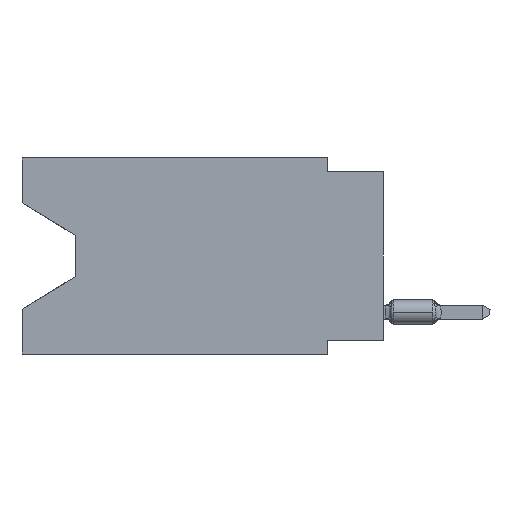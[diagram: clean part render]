
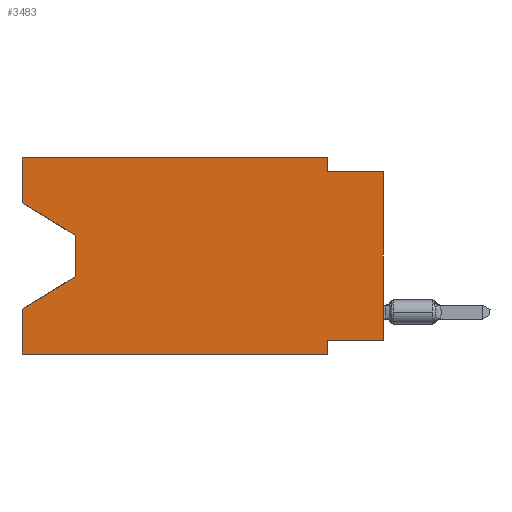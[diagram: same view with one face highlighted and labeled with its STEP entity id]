
A CAD part, left-side view. The second image highlights one B-rep face of the part: STEP entity #3483.
In plain terms, the highlighted planar face has unit normal (-1, 0, 0).
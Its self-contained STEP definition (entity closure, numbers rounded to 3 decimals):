
#24 = CARTESIAN_POINT ( 'NONE',  ( 0., 16.383, 0. ) ) ;
#63 = CARTESIAN_POINT ( 'NONE',  ( 0., 2.54, -8.89 ) ) ;
#248 = DIRECTION ( 'NONE',  ( 0., 0.855, -0.519 ) ) ;
#282 = DIRECTION ( 'NONE',  ( 0., 0., -1. ) ) ;
#406 = DIRECTION ( 'NONE',  ( 0., 0., 1. ) ) ;
#578 = EDGE_CURVE ( 'NONE', #27093, #27848, #25141, .T. ) ;
#761 = EDGE_CURVE ( 'NONE', #11545, #18998, #21032, .T. ) ;
#855 = EDGE_CURVE ( 'NONE', #16987, #4141, #17773, .T. ) ;
#1058 = DIRECTION ( 'NONE',  ( 0., -1., 0. ) ) ;
#1405 = DIRECTION ( 'NONE',  ( 0., -1., 0. ) ) ;
#2283 = EDGE_CURVE ( 'NONE', #25118, #10276, #28007, .T. ) ;
#2304 = CARTESIAN_POINT ( 'NONE',  ( 0., 13.97, -5.385 ) ) ;
#2493 = ORIENTED_EDGE ( 'NONE', *, *, #21674, .F. ) ;
#3439 = CARTESIAN_POINT ( 'NONE',  ( 0., 13.97, -3.505 ) ) ;
#3483 = ADVANCED_FACE ( 'NONE', ( #13131 ), #26589, .F. ) ;
#3646 = VECTOR ( 'NONE', #10816, 1000. ) ;
#3686 = ORIENTED_EDGE ( 'NONE', *, *, #855, .T. ) ;
#4113 = ORIENTED_EDGE ( 'NONE', *, *, #5948, .F. ) ;
#4134 = AXIS2_PLACEMENT_3D ( 'NONE', #24400, #6094, #21759 ) ;
#4141 = VERTEX_POINT ( 'NONE', #13629 ) ;
#4344 = LINE ( 'NONE', #2304, #9180 ) ;
#4550 = VECTOR ( 'NONE', #6671, 1000. ) ;
#4723 = ORIENTED_EDGE ( 'NONE', *, *, #7921, .T. ) ;
#4823 = VERTEX_POINT ( 'NONE', #63 ) ;
#5700 = EDGE_CURVE ( 'NONE', #27093, #4823, #25660, .T. ) ;
#5936 = CARTESIAN_POINT ( 'NONE',  ( 0., 16.383, -6.852 ) ) ;
#5948 = EDGE_CURVE ( 'NONE', #22660, #10602, #22555, .T. ) ;
#6094 = DIRECTION ( 'NONE',  ( 1., 0., 0. ) ) ;
#6671 = DIRECTION ( 'NONE',  ( 0., 0., 1. ) ) ;
#6679 = DIRECTION ( 'NONE',  ( 0., 0., -1. ) ) ;
#7396 = ORIENTED_EDGE ( 'NONE', *, *, #5700, .T. ) ;
#7746 = ORIENTED_EDGE ( 'NONE', *, *, #15435, .F. ) ;
#7921 = EDGE_CURVE ( 'NONE', #26119, #27848, #4344, .T. ) ;
#8212 = ORIENTED_EDGE ( 'NONE', *, *, #2283, .F. ) ;
#8435 = LINE ( 'NONE', #8869, #4550 ) ;
#8440 = VECTOR ( 'NONE', #26129, 1000. ) ;
#8539 = ORIENTED_EDGE ( 'NONE', *, *, #761, .F. ) ;
#8869 = CARTESIAN_POINT ( 'NONE',  ( 0., 0., 0. ) ) ;
#9180 = VECTOR ( 'NONE', #248, 1000. ) ;
#9272 = EDGE_LOOP ( 'NONE', ( #3686, #17225, #4723, #15051, #7396, #2493, #8212, #14052, #8539, #16408, #4113, #7746 ) ) ;
#9905 = CARTESIAN_POINT ( 'NONE',  ( 0., 0., -0.635 ) ) ;
#9925 = CARTESIAN_POINT ( 'NONE',  ( 0., 2.54, -8.255 ) ) ;
#10049 = EDGE_CURVE ( 'NONE', #10602, #11545, #22247, .T. ) ;
#10276 = VERTEX_POINT ( 'NONE', #9925 ) ;
#10581 = VECTOR ( 'NONE', #19989, 1000. ) ;
#10602 = VERTEX_POINT ( 'NONE', #23363 ) ;
#10816 = DIRECTION ( 'NONE',  ( 0., 0., 1. ) ) ;
#11448 = DIRECTION ( 'NONE',  ( 0., -1., 0. ) ) ;
#11545 = VERTEX_POINT ( 'NONE', #11885 ) ;
#11885 = CARTESIAN_POINT ( 'NONE',  ( 0., 2.54, -0.635 ) ) ;
#11919 = VECTOR ( 'NONE', #1058, 1000. ) ;
#13010 = CARTESIAN_POINT ( 'NONE',  ( 0., 16.383, 0. ) ) ;
#13131 = FACE_OUTER_BOUND ( 'NONE', #9272, .T. ) ;
#13629 = CARTESIAN_POINT ( 'NONE',  ( 0., 13.97, -3.505 ) ) ;
#13754 = VECTOR ( 'NONE', #6679, 1000. ) ;
#13864 = CARTESIAN_POINT ( 'NONE',  ( 0., 16.383, 0. ) ) ;
#14052 = ORIENTED_EDGE ( 'NONE', *, *, #15849, .T. ) ;
#14238 = CARTESIAN_POINT ( 'NONE',  ( 0., 16.383, -8.89 ) ) ;
#14715 = VECTOR ( 'NONE', #11448, 1000. ) ;
#14776 = VECTOR ( 'NONE', #1405, 1000. ) ;
#15051 = ORIENTED_EDGE ( 'NONE', *, *, #578, .F. ) ;
#15153 = CARTESIAN_POINT ( 'NONE',  ( 0., 16.383, -2.038 ) ) ;
#15196 = LINE ( 'NONE', #13010, #3646 ) ;
#15435 = EDGE_CURVE ( 'NONE', #16987, #22660, #15196, .T. ) ;
#15644 = CARTESIAN_POINT ( 'NONE',  ( 0., 16.383, -8.89 ) ) ;
#15849 = EDGE_CURVE ( 'NONE', #25118, #18998, #8435, .T. ) ;
#16408 = ORIENTED_EDGE ( 'NONE', *, *, #10049, .F. ) ;
#16987 = VERTEX_POINT ( 'NONE', #18245 ) ;
#17199 = CARTESIAN_POINT ( 'NONE',  ( 0., 13.97, -5.385 ) ) ;
#17225 = ORIENTED_EDGE ( 'NONE', *, *, #24993, .T. ) ;
#17288 = DIRECTION ( 'NONE',  ( 0., 1., 0. ) ) ;
#17403 = CARTESIAN_POINT ( 'NONE',  ( 0., 2.54, 0. ) ) ;
#17623 = VECTOR ( 'NONE', #17288, 1000. ) ;
#17773 = LINE ( 'NONE', #15153, #10581 ) ;
#17903 = CARTESIAN_POINT ( 'NONE',  ( 0., 0., -8.255 ) ) ;
#18245 = CARTESIAN_POINT ( 'NONE',  ( 0., 16.383, -2.038 ) ) ;
#18489 = VECTOR ( 'NONE', #406, 1000. ) ;
#18998 = VERTEX_POINT ( 'NONE', #23288 ) ;
#19989 = DIRECTION ( 'NONE',  ( 0., -0.855, -0.519 ) ) ;
#21032 = LINE ( 'NONE', #9905, #14776 ) ;
#21674 = EDGE_CURVE ( 'NONE', #10276, #4823, #28512, .T. ) ;
#21759 = DIRECTION ( 'NONE',  ( 0., 0., -1. ) ) ;
#21976 = CARTESIAN_POINT ( 'NONE',  ( 0., 0., -8.255 ) ) ;
#22200 = CARTESIAN_POINT ( 'NONE',  ( 0., 2.54, -8.89 ) ) ;
#22247 = LINE ( 'NONE', #17403, #23074 ) ;
#22555 = LINE ( 'NONE', #24, #14715 ) ;
#22660 = VERTEX_POINT ( 'NONE', #26164 ) ;
#23074 = VECTOR ( 'NONE', #282, 1000. ) ;
#23288 = CARTESIAN_POINT ( 'NONE',  ( 0., 0., -0.635 ) ) ;
#23363 = CARTESIAN_POINT ( 'NONE',  ( 0., 2.54, 0. ) ) ;
#24400 = CARTESIAN_POINT ( 'NONE',  ( 0., 16.383, 0. ) ) ;
#24993 = EDGE_CURVE ( 'NONE', #4141, #26119, #28046, .T. ) ;
#25118 = VERTEX_POINT ( 'NONE', #17903 ) ;
#25141 = LINE ( 'NONE', #13864, #18489 ) ;
#25660 = LINE ( 'NONE', #14238, #11919 ) ;
#26119 = VERTEX_POINT ( 'NONE', #17199 ) ;
#26129 = DIRECTION ( 'NONE',  ( 0., 0., -1. ) ) ;
#26164 = CARTESIAN_POINT ( 'NONE',  ( 0., 16.383, 0. ) ) ;
#26589 = PLANE ( 'NONE',  #4134 ) ;
#27093 = VERTEX_POINT ( 'NONE', #15644 ) ;
#27848 = VERTEX_POINT ( 'NONE', #5936 ) ;
#28007 = LINE ( 'NONE', #21976, #17623 ) ;
#28046 = LINE ( 'NONE', #3439, #8440 ) ;
#28512 = LINE ( 'NONE', #22200, #13754 ) ;
